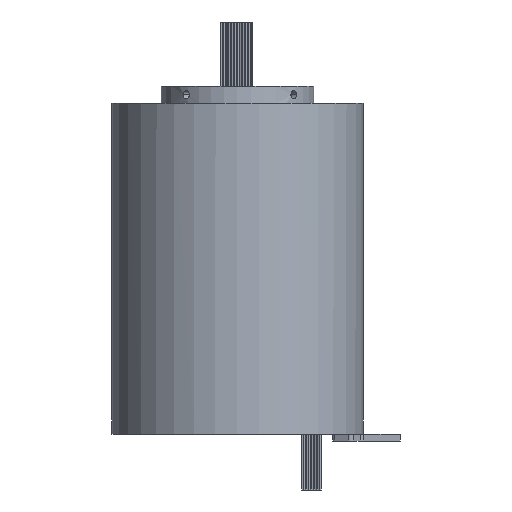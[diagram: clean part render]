
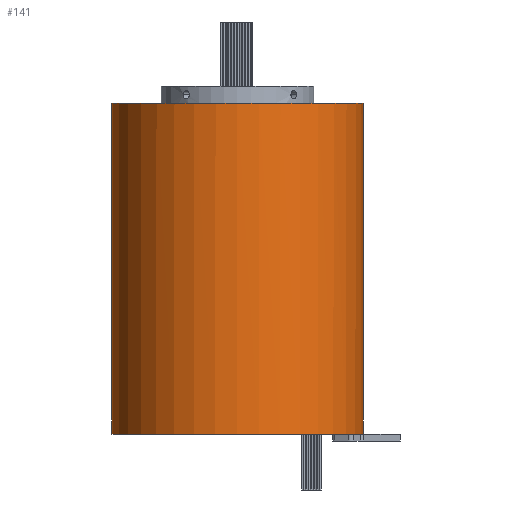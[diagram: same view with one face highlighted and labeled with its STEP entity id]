
A CAD part, front view. The second image highlights one B-rep face of the part: STEP entity #141.
In plain terms, the highlighted cylindrical face has radius 90 mm (diameter 180 mm), a partial arc.
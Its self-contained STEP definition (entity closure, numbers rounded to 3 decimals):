
#141 = ADVANCED_FACE ( 'NONE', ( #3786 ), #1644, .T. ) ;
#276 = CIRCLE ( 'NONE', #8793, 90. ) ;
#355 = ORIENTED_EDGE ( 'NONE', *, *, #5423, .T. ) ;
#359 = EDGE_CURVE ( 'NONE', #5223, #7925, #1988, .T. ) ;
#772 = AXIS2_PLACEMENT_3D ( 'NONE', #6731, #2438, #7441 ) ;
#838 = VECTOR ( 'NONE', #2821, 1000. ) ;
#896 = DIRECTION ( 'NONE',  ( 0., 0., 1. ) ) ;
#1171 = EDGE_CURVE ( 'NONE', #5843, #6020, #276, .T. ) ;
#1644 = CYLINDRICAL_SURFACE ( 'NONE', #8724, 90. ) ;
#1774 = DIRECTION ( 'NONE',  ( -1., 0., 0. ) ) ;
#1899 = CARTESIAN_POINT ( 'NONE',  ( 0., 0., 0. ) ) ;
#1988 = CIRCLE ( 'NONE', #8058, 90. ) ;
#2438 = DIRECTION ( 'NONE',  ( 0., 0., -1. ) ) ;
#2632 = DIRECTION ( 'NONE',  ( 1., 0., 0. ) ) ;
#2753 = LINE ( 'NONE', #8528, #838 ) ;
#2821 = DIRECTION ( 'NONE',  ( 0., 0., -1. ) ) ;
#3228 = DIRECTION ( 'NONE',  ( 0., 0., -1. ) ) ;
#3608 = LINE ( 'NONE', #8958, #5507 ) ;
#3786 = FACE_OUTER_BOUND ( 'NONE', #7138, .T. ) ;
#3874 = ORIENTED_EDGE ( 'NONE', *, *, #4943, .F. ) ;
#3906 = DIRECTION ( 'NONE',  ( 0., 0., -1. ) ) ;
#4943 = EDGE_CURVE ( 'NONE', #7925, #9184, #2753, .T. ) ;
#5190 = CARTESIAN_POINT ( 'NONE',  ( 0., 0., 236.5 ) ) ;
#5202 = ORIENTED_EDGE ( 'NONE', *, *, #359, .F. ) ;
#5223 = VERTEX_POINT ( 'NONE', #8677 ) ;
#5340 = CARTESIAN_POINT ( 'NONE',  ( 88.468, -16.535, 0. ) ) ;
#5414 = ORIENTED_EDGE ( 'NONE', *, *, #7160, .F. ) ;
#5423 = EDGE_CURVE ( 'NONE', #5223, #5843, #3608, .T. ) ;
#5507 = VECTOR ( 'NONE', #3906, 1000. ) ;
#5722 = CIRCLE ( 'NONE', #772, 90. ) ;
#5843 = VERTEX_POINT ( 'NONE', #8593 ) ;
#5918 = DIRECTION ( 'NONE',  ( 1., 0., 0. ) ) ;
#6020 = VERTEX_POINT ( 'NONE', #5340 ) ;
#6731 = CARTESIAN_POINT ( 'NONE',  ( 0., 0., 0. ) ) ;
#6808 = CARTESIAN_POINT ( 'NONE',  ( 0., 0., 236.5 ) ) ;
#6929 = DIRECTION ( 'NONE',  ( 0., 0., 1. ) ) ;
#7138 = EDGE_LOOP ( 'NONE', ( #3874, #5202, #355, #7823, #5414 ) ) ;
#7160 = EDGE_CURVE ( 'NONE', #9184, #6020, #5722, .T. ) ;
#7441 = DIRECTION ( 'NONE',  ( -1., 0., 0. ) ) ;
#7823 = ORIENTED_EDGE ( 'NONE', *, *, #1171, .T. ) ;
#7925 = VERTEX_POINT ( 'NONE', #9213 ) ;
#8058 = AXIS2_PLACEMENT_3D ( 'NONE', #5190, #896, #5918 ) ;
#8528 = CARTESIAN_POINT ( 'NONE',  ( 90., 0., 236.5 ) ) ;
#8593 = CARTESIAN_POINT ( 'NONE',  ( -90., 0., 0. ) ) ;
#8677 = CARTESIAN_POINT ( 'NONE',  ( -90., 0., 236.5 ) ) ;
#8724 = AXIS2_PLACEMENT_3D ( 'NONE', #6808, #3228, #1774 ) ;
#8793 = AXIS2_PLACEMENT_3D ( 'NONE', #1899, #6929, #2632 ) ;
#8958 = CARTESIAN_POINT ( 'NONE',  ( -90., 0., 236.5 ) ) ;
#9184 = VERTEX_POINT ( 'NONE', #9292 ) ;
#9213 = CARTESIAN_POINT ( 'NONE',  ( 90., 0., 236.5 ) ) ;
#9292 = CARTESIAN_POINT ( 'NONE',  ( 90., 0., 0. ) ) ;
